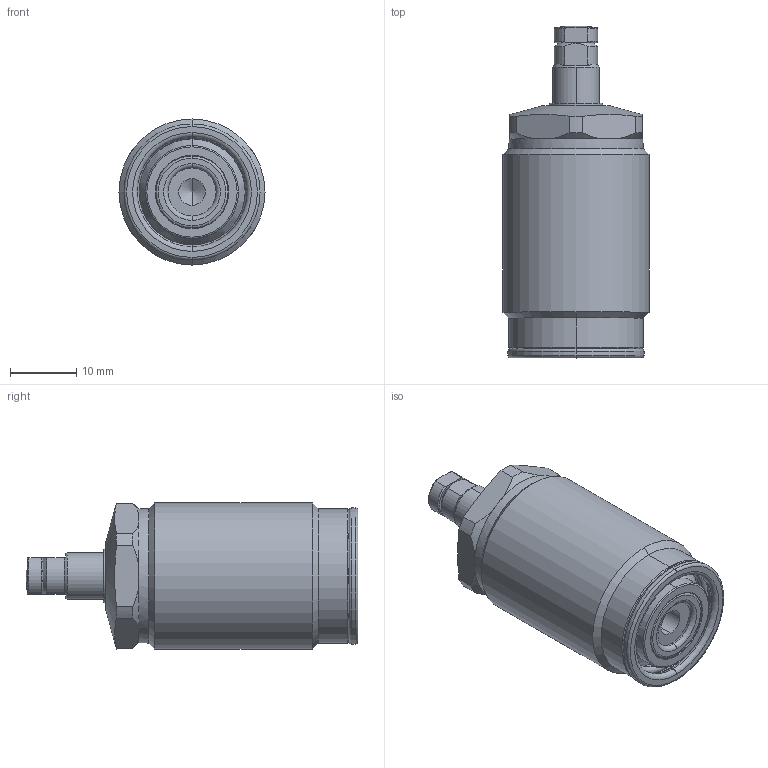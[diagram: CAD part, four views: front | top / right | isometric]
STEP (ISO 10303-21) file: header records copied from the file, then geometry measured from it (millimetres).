
FILE_DESCRIPTION(/* description */ (''),/* implementation_level */ '2;1');
FILE_NAME(/* name */ 'TSS22-S.stp',/* time_stamp */ '2025-01-10T12:50:17+08:00',/* author */ (''),/* organization */ (''),/* preprocessor_version */ 'ST-DEVELOPER v16.7',/* originating_system */ 'SIEMENS PLM Software NX 12.0',/* authorisation */ '');
FILE_SCHEMA (('AUTOMOTIVE_DESIGN { 1 0 10303 214 3 1 1 1 }'));
Length unit declared in the file: millimetre
Products named in the file (7): XLD-M4_Oring736; XLD-M4_contactbolt737; TSS22-S-04; TSS22-S-03; TSS22-S-02; TSS22-S-01; TSS22-S_stp
Assembly tree (6 placements, depth 3):
  TSS22-S_stp
    TSS22-S-01
      XLD-M4_contactbolt737
      XLD-M4_Oring736
    TSS22-S-02
    TSS22-S-03
    TSS22-S-04
Bounding box: 22 x 50 x 22 mm (x, y, z)
Volume: 13482.2 mm3; surface area: 4734.6 mm2
Topology: 5 solids, 5 shells, 164 faces, 353 edges, 205 vertices
Faces by surface type: torus 50, cylinder 46, plane 34, cone 32, sphere 2
Full cylindrical faces by diameter (mm): 20.2 x1, 22 x1
Entity records: 4742 total; most frequent: CARTESIAN_POINT 939, DIRECTION 878, ORIENTED_EDGE 694, AXIS2_PLACEMENT_3D 394, EDGE_CURVE 347, CIRCLE 223, VERTEX_POINT 205, EDGE_LOOP 180
